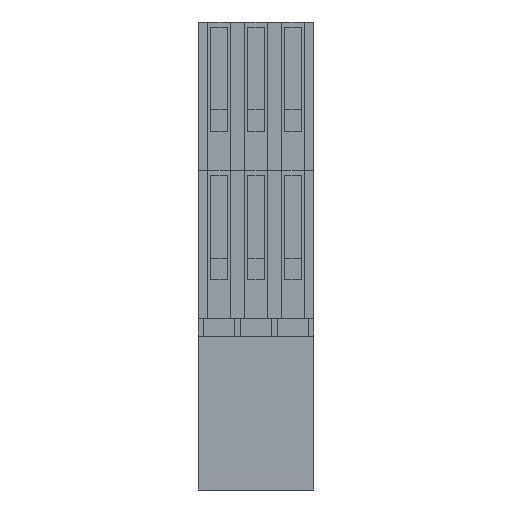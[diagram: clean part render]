
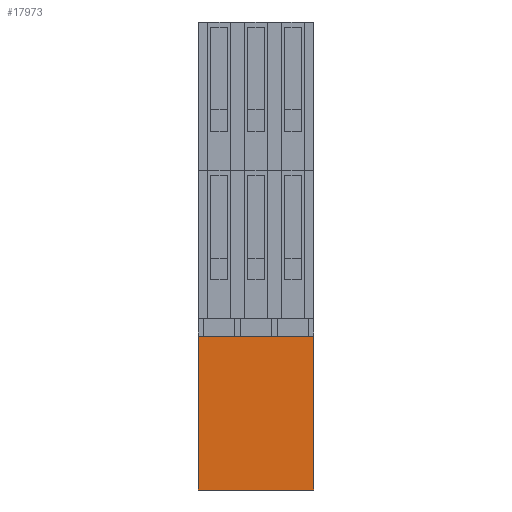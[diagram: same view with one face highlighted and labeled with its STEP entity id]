
A CAD part, front view. The second image highlights one B-rep face of the part: STEP entity #17973.
In plain terms, the highlighted face is planar.
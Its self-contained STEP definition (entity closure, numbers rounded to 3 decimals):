
#2596 = EDGE_CURVE ( 'NONE', #3225, #3141, #9048, .T. ) ;
#3135 = EDGE_CURVE ( 'NONE', #3146, #3141, #10584, .T. ) ;
#3141 = VERTEX_POINT ( 'NONE', #10567 ) ;
#3146 = VERTEX_POINT ( 'NONE', #10618 ) ;
#3225 = VERTEX_POINT ( 'NONE', #10830 ) ;
#3238 = VERTEX_POINT ( 'NONE', #10810 ) ;
#3256 = EDGE_CURVE ( 'NONE', #3225, #3238, #10849, .T. ) ;
#3349 = VERTEX_POINT ( 'NONE', #11079 ) ;
#3357 = VERTEX_POINT ( 'NONE', #11068 ) ;
#3360 = EDGE_CURVE ( 'NONE', #3349, #3357, #11125, .T. ) ;
#9045 = DIRECTION ( 'NONE',  ( 0., 0., 1. ) ) ;
#9046 = VECTOR ( 'NONE', #9045, 1000. ) ;
#9047 = CARTESIAN_POINT ( 'NONE',  ( -46.299, 79.309, -14.607 ) ) ;
#9048 = LINE ( 'NONE', #9047, #9046 ) ;
#10567 = CARTESIAN_POINT ( 'NONE',  ( -46.299, 79.309, 8.043 ) ) ;
#10581 = DIRECTION ( 'NONE',  ( -1., 0., 0. ) ) ;
#10582 = VECTOR ( 'NONE', #10581, 1000. ) ;
#10583 = CARTESIAN_POINT ( 'NONE',  ( -16.399, 79.309, 8.043 ) ) ;
#10584 = LINE ( 'NONE', #10583, #10582 ) ;
#10618 = CARTESIAN_POINT ( 'NONE',  ( -16.399, 79.309, 8.043 ) ) ;
#10810 = CARTESIAN_POINT ( 'NONE',  ( -16.399, 79.309, -14.457 ) ) ;
#10830 = CARTESIAN_POINT ( 'NONE',  ( -46.299, 79.309, -14.457 ) ) ;
#10846 = DIRECTION ( 'NONE',  ( 1., 0., 0. ) ) ;
#10847 = VECTOR ( 'NONE', #10846, 1000. ) ;
#10848 = CARTESIAN_POINT ( 'NONE',  ( 45.816, 79.309, -14.457 ) ) ;
#10849 = LINE ( 'NONE', #10848, #10847 ) ;
#11068 = CARTESIAN_POINT ( 'NONE',  ( -16.399, 79.309, 7.943 ) ) ;
#11079 = CARTESIAN_POINT ( 'NONE',  ( -16.399, 79.309, -14.357 ) ) ;
#11122 = DIRECTION ( 'NONE',  ( 0., 0., 1. ) ) ;
#11123 = VECTOR ( 'NONE', #11122, 1000. ) ;
#11124 = CARTESIAN_POINT ( 'NONE',  ( -16.399, 79.309, -14.607 ) ) ;
#11125 = LINE ( 'NONE', #11124, #11123 ) ;
#11696 = DIRECTION ( 'NONE',  ( 0., 0., 1. ) ) ;
#11697 = DIRECTION ( 'NONE',  ( 0., 1., 0. ) ) ;
#11698 = CARTESIAN_POINT ( 'NONE',  ( -16.399, 79.309, -14.607 ) ) ;
#11699 = AXIS2_PLACEMENT_3D ( 'NONE', #11698, #11697, #11696 ) ;
#11700 = PLANE ( 'NONE',  #11699 ) ;
#11716 = FACE_OUTER_BOUND ( 'NONE', #17972, .T. ) ;
#11735 = DIRECTION ( 'NONE',  ( 0., 0., 1. ) ) ;
#11736 = VECTOR ( 'NONE', #11735, 1000. ) ;
#11737 = CARTESIAN_POINT ( 'NONE',  ( -16.399, 79.309, -14.607 ) ) ;
#11738 = LINE ( 'NONE', #11737, #11736 ) ;
#11771 = DIRECTION ( 'NONE',  ( 0., 0., 1. ) ) ;
#11772 = VECTOR ( 'NONE', #11771, 1000. ) ;
#11773 = CARTESIAN_POINT ( 'NONE',  ( -16.399, 79.309, -14.607 ) ) ;
#11778 = LINE ( 'NONE', #11773, #11772 ) ;
#17971 = ORIENTED_EDGE ( 'NONE', *, *, #2596, .T. ) ;
#17972 = EDGE_LOOP ( 'NONE', ( #17971, #17994, #17995, #17993, #17991, #17989 ) ) ;
#17973 = ADVANCED_FACE ( 'NONE', ( #11716 ), #11700, .T. ) ;
#17988 = EDGE_CURVE ( 'NONE', #3238, #3349, #11738, .T. ) ;
#17989 = ORIENTED_EDGE ( 'NONE', *, *, #3256, .F. ) ;
#17991 = ORIENTED_EDGE ( 'NONE', *, *, #17988, .F. ) ;
#17992 = EDGE_CURVE ( 'NONE', #3357, #3146, #11778, .T. ) ;
#17993 = ORIENTED_EDGE ( 'NONE', *, *, #3360, .F. ) ;
#17994 = ORIENTED_EDGE ( 'NONE', *, *, #3135, .F. ) ;
#17995 = ORIENTED_EDGE ( 'NONE', *, *, #17992, .F. ) ;
